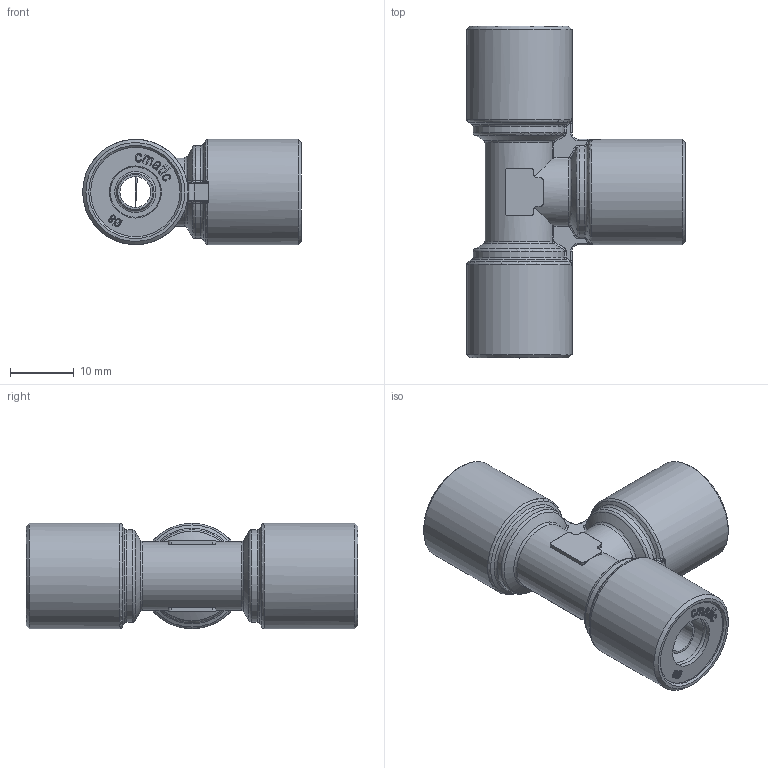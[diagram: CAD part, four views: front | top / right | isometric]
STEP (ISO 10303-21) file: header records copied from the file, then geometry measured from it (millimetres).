
FILE_DESCRIPTION(( 'MAF.29.08.08.stp' ), '1');
FILE_NAME( 'MAF.29.08.08.stp', '2021-02-19T15:25:21',( 'Sopra'),('sopra-pneumatic.com'), 'SwSTEP 2.0','SolidWorks 2009','' );
FILE_SCHEMA( ( 'CONFIG_CONTROL_DESIGN' ) );
Length unit declared in the file: millimetre
Products named in the file (1): Rivoluzione2
Bounding box: 34.25 x 52 x 16.5 mm (x, y, z)
Volume: 9650.8 mm3; surface area: 7639.1 mm2
Topology: 1 solids, 1 shells, 652 faces, 1676 edges, 1079 vertices
Faces by surface type: bspline 288, plane 233, cylinder 85, torus 26, cone 20
Full cylindrical faces by diameter (mm): 4.85 x3, 5.85 x3, 6 x2, 8.15 x6, 14 x3, 16.5 x3
Entity records: 31684 total; most frequent: CARTESIAN_POINT 17963, ORIENTED_EDGE 3250, DIRECTION 1996, EDGE_CURVE 1625, VERTEX_POINT 1067, LINE 788, VECTOR 788, EDGE_LOOP 748
